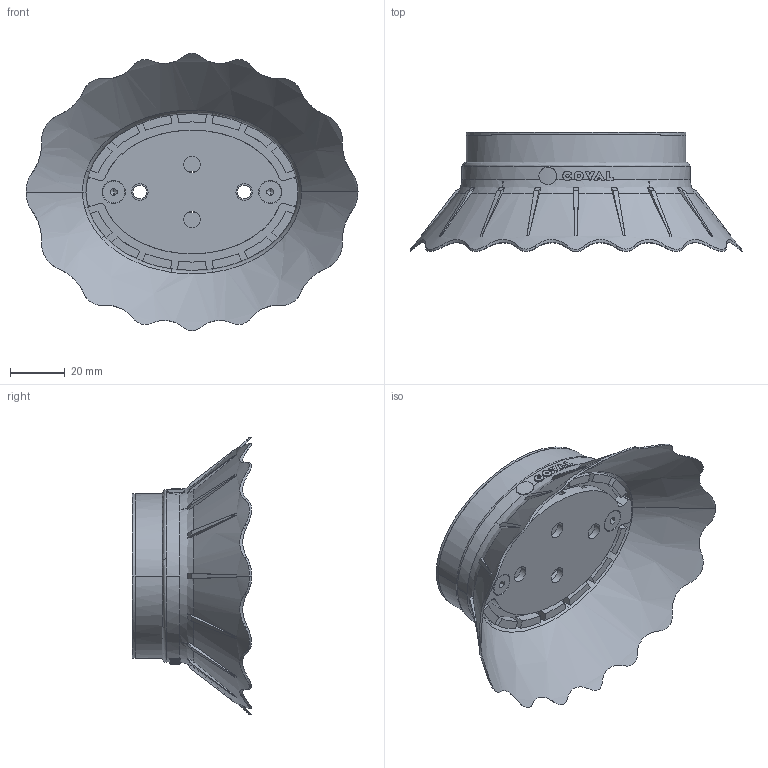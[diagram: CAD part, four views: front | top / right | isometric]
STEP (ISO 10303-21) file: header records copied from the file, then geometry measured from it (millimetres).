
FILE_DESCRIPTION(('STEP AP214'),'1');
FILE_NAME('COVAL_FPC120100SIBL3IF38P1V.stp','2017-12-27T14:46:14',('TraceParts'),('TraceParts S.A.'),'Spatial InterOp 3D',' ',' ');
FILE_SCHEMA(('automotive_design'));
Length unit declared in the file: millimetre
Products named in the file (1): COVAL_FPC120100SIBL3IF38P1V
Bounding box: 120.83 x 43.39 x 100.82 mm (x, y, z)
Volume: 74214.1 mm3; surface area: 37015.9 mm2
Topology: 1 solids, 1 shells, 529 faces, 1529 edges, 998 vertices
Faces by surface type: plane 266, bspline 149, cylinder 100, cone 14
Entity records: 29283 total; most frequent: CARTESIAN_POINT 12845, ORIENTED_EDGE 3046, DIRECTION 1750, EDGE_CURVE 1523, VERTEX_POINT 997, LINE 726, VECTOR 726, B_SPLINE_CURVE_WITH_KNOTS 627
